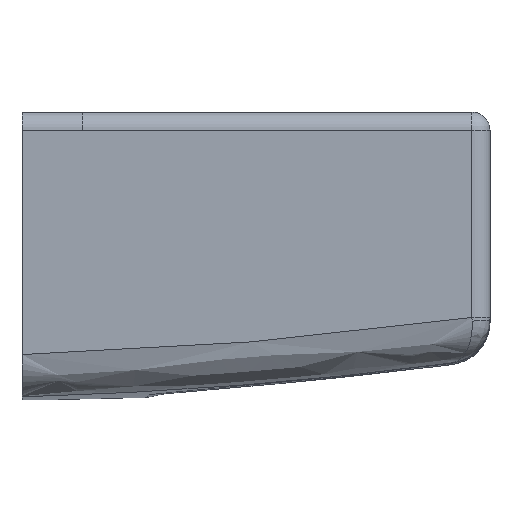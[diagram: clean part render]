
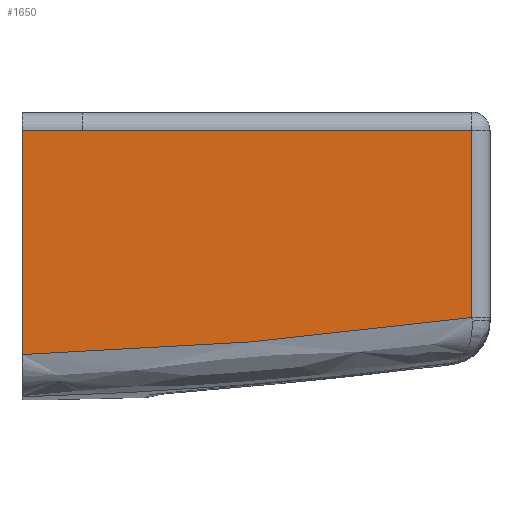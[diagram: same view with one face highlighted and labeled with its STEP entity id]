
A CAD part, top view. The second image highlights one B-rep face of the part: STEP entity #1650.
In plain terms, the highlighted planar face has unit normal (0, 0, 1).
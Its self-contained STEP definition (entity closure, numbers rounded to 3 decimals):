
#638 = ORIENTED_EDGE ( 'NONE', *, *, #1524, .T. ) ;
#639 = DIRECTION ( 'NONE',  ( 0., 0., 1. ) ) ;
#656 = CARTESIAN_POINT ( 'NONE',  ( 167.651, -41.243, 75. ) ) ;
#686 = ORIENTED_EDGE ( 'NONE', *, *, #761, .F. ) ;
#761 = EDGE_CURVE ( 'NONE', #2132, #2811, #921, .T. ) ;
#866 = DIRECTION ( 'NONE',  ( -1., 0., 0. ) ) ;
#921 = LINE ( 'NONE', #2228, #1251 ) ;
#990 = EDGE_CURVE ( 'NONE', #1101, #1872, #1648, .T. ) ;
#1003 = CARTESIAN_POINT ( 'NONE',  ( 105.5, -8.5, 75. ) ) ;
#1010 = EDGE_LOOP ( 'NONE', ( #686, #1149, #638, #3119, #1803 ) ) ;
#1101 = VERTEX_POINT ( 'NONE', #3191 ) ;
#1103 = LINE ( 'NONE', #2686, #2509 ) ;
#1114 = CARTESIAN_POINT ( 'NONE',  ( 130.409, -44.62, 75. ) ) ;
#1149 = ORIENTED_EDGE ( 'NONE', *, *, #1727, .T. ) ;
#1168 = CARTESIAN_POINT ( 'NONE',  ( 277.7, -65.471, 75. ) ) ;
#1251 = VECTOR ( 'NONE', #2973, 1000. ) ;
#1366 = AXIS2_PLACEMENT_3D ( 'NONE', #1168, #639, #2473 ) ;
#1435 = DIRECTION ( 'NONE',  ( 0., 1., 0. ) ) ;
#1465 = CARTESIAN_POINT ( 'NONE',  ( 180., -65.471, 75. ) ) ;
#1524 = EDGE_CURVE ( 'NONE', #2517, #1101, #1665, .T. ) ;
#1648 = LINE ( 'NONE', #2718, #2605 ) ;
#1650 = ADVANCED_FACE ( 'NONE', ( #1946 ), #1914, .T. ) ;
#1665 = LINE ( 'NONE', #1465, #1798 ) ;
#1727 = EDGE_CURVE ( 'NONE', #2132, #2517, #2407, .T. ) ;
#1798 = VECTOR ( 'NONE', #1435, 1000. ) ;
#1803 = ORIENTED_EDGE ( 'NONE', *, *, #3334, .T. ) ;
#1872 = VERTEX_POINT ( 'NONE', #2302 ) ;
#1895 = CARTESIAN_POINT ( 'NONE',  ( 117.962, -45.282, 75. ) ) ;
#1914 = PLANE ( 'NONE',  #1366 ) ;
#1946 = FACE_OUTER_BOUND ( 'NONE', #1010, .T. ) ;
#2132 = VERTEX_POINT ( 'NONE', #3080 ) ;
#2228 = CARTESIAN_POINT ( 'NONE',  ( 105.5, -65.471, 75. ) ) ;
#2302 = CARTESIAN_POINT ( 'NONE',  ( 115.5, -8.5, 75. ) ) ;
#2402 = CARTESIAN_POINT ( 'NONE',  ( 105.5, -45.645, 75. ) ) ;
#2407 = B_SPLINE_CURVE_WITH_KNOTS ( 'NONE', 3,
 ( #2402, #1895, #1114, #3004, #656, #2680 ),
 .UNSPECIFIED., .F., .F.,
 ( 4, 2, 4 ),
 ( 0., 0.037, 0.075 ),
 .UNSPECIFIED. ) ;
#2473 = DIRECTION ( 'NONE',  ( 0., -1., 0. ) ) ;
#2509 = VECTOR ( 'NONE', #3160, 1000. ) ;
#2517 = VERTEX_POINT ( 'NONE', #3188 ) ;
#2605 = VECTOR ( 'NONE', #866, 1000. ) ;
#2680 = CARTESIAN_POINT ( 'NONE',  ( 180., -39.521, 75. ) ) ;
#2686 = CARTESIAN_POINT ( 'NONE',  ( 277.7, -8.5, 75. ) ) ;
#2718 = CARTESIAN_POINT ( 'NONE',  ( 277.7, -8.5, 75. ) ) ;
#2811 = VERTEX_POINT ( 'NONE', #1003 ) ;
#2973 = DIRECTION ( 'NONE',  ( 0., 1., 0. ) ) ;
#3004 = CARTESIAN_POINT ( 'NONE',  ( 155.262, -42.599, 75. ) ) ;
#3080 = CARTESIAN_POINT ( 'NONE',  ( 105.5, -45.645, 75. ) ) ;
#3119 = ORIENTED_EDGE ( 'NONE', *, *, #990, .T. ) ;
#3160 = DIRECTION ( 'NONE',  ( -1., 0., 0. ) ) ;
#3188 = CARTESIAN_POINT ( 'NONE',  ( 180., -39.521, 75. ) ) ;
#3191 = CARTESIAN_POINT ( 'NONE',  ( 180., -8.5, 75. ) ) ;
#3334 = EDGE_CURVE ( 'NONE', #1872, #2811, #1103, .T. ) ;
